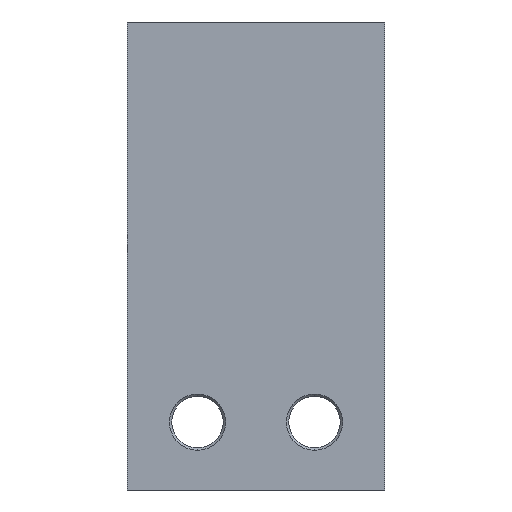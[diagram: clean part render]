
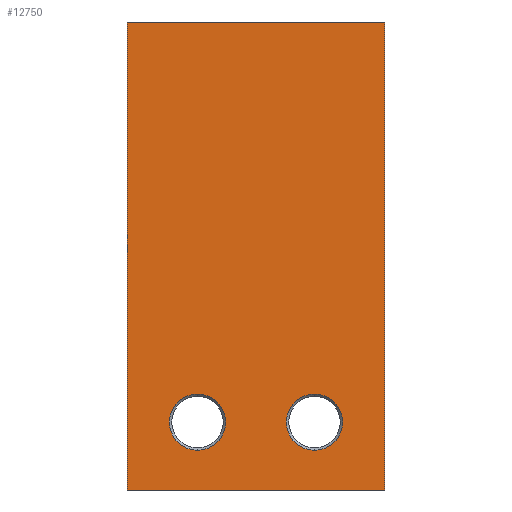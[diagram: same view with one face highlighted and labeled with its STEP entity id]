
A CAD part, left-side view. The second image highlights one B-rep face of the part: STEP entity #12750.
In plain terms, the highlighted planar face has unit normal (-1, 0, 0).
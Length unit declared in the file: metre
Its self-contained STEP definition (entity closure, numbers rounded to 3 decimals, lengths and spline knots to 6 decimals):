
#544=DIRECTION('',(0.,0.,-1.));
#545=VECTOR('',#544,0.1);
#546=CARTESIAN_POINT('',(0.02,-0.0275,0.034));
#547=LINE('',#546,#545);
#3330=CARTESIAN_POINT('',(0.02,0.0125,-0.0515));
#3331=DIRECTION('',(1.,0.,0.));
#3332=DIRECTION('',(0.,0.,-1.));
#3333=AXIS2_PLACEMENT_3D('',#3330,#3331,#3332);
#3335=CARTESIAN_POINT('',(0.02,0.0125,-0.0515));
#3336=DIRECTION('',(1.,0.,0.));
#3337=DIRECTION('',(0.,0.,1.));
#3338=AXIS2_PLACEMENT_3D('',#3335,#3336,#3337);
#3340=CARTESIAN_POINT('',(0.02,-0.0125,-0.0515));
#3341=DIRECTION('',(1.,0.,0.));
#3342=DIRECTION('',(0.,0.,-1.));
#3343=AXIS2_PLACEMENT_3D('',#3340,#3341,#3342);
#3345=CARTESIAN_POINT('',(0.02,-0.0125,-0.0515));
#3346=DIRECTION('',(1.,0.,0.));
#3347=DIRECTION('',(0.,0.,1.));
#3348=AXIS2_PLACEMENT_3D('',#3345,#3346,#3347);
#3350=DIRECTION('',(0.,-1.,0.));
#3351=VECTOR('',#3350,0.055);
#3352=CARTESIAN_POINT('',(0.02,0.0275,-0.066));
#3353=LINE('',#3352,#3351);
#3354=DIRECTION('',(0.,0.,-1.));
#3355=VECTOR('',#3354,0.1);
#3356=CARTESIAN_POINT('',(0.02,0.0275,0.034));
#3357=LINE('',#3356,#3355);
#3358=DIRECTION('',(0.,1.,0.));
#3359=VECTOR('',#3358,0.055);
#3360=CARTESIAN_POINT('',(0.02,-0.0275,0.034));
#3361=LINE('',#3360,#3359);
#9374=CARTESIAN_POINT('',(0.02,-0.0275,0.034));
#9375=CARTESIAN_POINT('',(0.02,-0.0275,-0.066));
#9376=VERTEX_POINT('',#9374);
#9377=VERTEX_POINT('',#9375);
#9378=CARTESIAN_POINT('',(0.02,0.0275,0.034));
#9379=CARTESIAN_POINT('',(0.02,0.0275,-0.066));
#9380=VERTEX_POINT('',#9378);
#9381=VERTEX_POINT('',#9379);
#10086=CARTESIAN_POINT('',(0.02,-0.0125,-0.0455));
#10088=VERTEX_POINT('',#10086);
#10090=CARTESIAN_POINT('',(0.02,-0.0125,-0.0575));
#10092=VERTEX_POINT('',#10090);
#10106=CARTESIAN_POINT('',(0.02,0.0125,-0.0455));
#10108=VERTEX_POINT('',#10106);
#10110=CARTESIAN_POINT('',(0.02,0.0125,-0.0575));
#10112=VERTEX_POINT('',#10110);
#12725=CARTESIAN_POINT('',(0.02,-0.025,-0.061));
#12726=DIRECTION('',(1.,0.,0.));
#12727=DIRECTION('',(0.,0.,1.));
#12728=AXIS2_PLACEMENT_3D('',#12725,#12726,#12727);
#12729=PLANE('',#12728);
#12731=ORIENTED_EDGE('',*,*,#12730,.F.);
#12733=ORIENTED_EDGE('',*,*,#12732,.F.);
#12735=ORIENTED_EDGE('',*,*,#12734,.F.);
#12736=ORIENTED_EDGE('',*,*,#10293,.T.);
#12737=EDGE_LOOP('',(#12731,#12733,#12735,#12736));
#12738=FACE_OUTER_BOUND('',#12737,.F.);
#12740=ORIENTED_EDGE('',*,*,#12739,.F.);
#12742=ORIENTED_EDGE('',*,*,#12741,.F.);
#12743=EDGE_LOOP('',(#12740,#12742));
#12744=FACE_BOUND('',#12743,.F.);
#12745=ORIENTED_EDGE('',*,*,#12715,.F.);
#12747=ORIENTED_EDGE('',*,*,#12746,.F.);
#12748=EDGE_LOOP('',(#12745,#12747));
#12749=FACE_BOUND('',#12748,.F.);
#12750=ADVANCED_FACE('',(#12738,#12744,#12749),#12729,.F.);
#3334=CIRCLE('',#3333,0.006);
#3339=CIRCLE('',#3338,0.006);
#3344=CIRCLE('',#3343,0.006);
#3349=CIRCLE('',#3348,0.006);
#10293=EDGE_CURVE('',#9376,#9377,#547,.T.);
#12715=EDGE_CURVE('',#10112,#10108,#3334,.T.);
#12730=EDGE_CURVE('',#9381,#9377,#3353,.T.);
#12732=EDGE_CURVE('',#9380,#9381,#3357,.T.);
#12734=EDGE_CURVE('',#9376,#9380,#3361,.T.);
#12739=EDGE_CURVE('',#10092,#10088,#3344,.T.);
#12741=EDGE_CURVE('',#10088,#10092,#3349,.T.);
#12746=EDGE_CURVE('',#10108,#10112,#3339,.T.);
